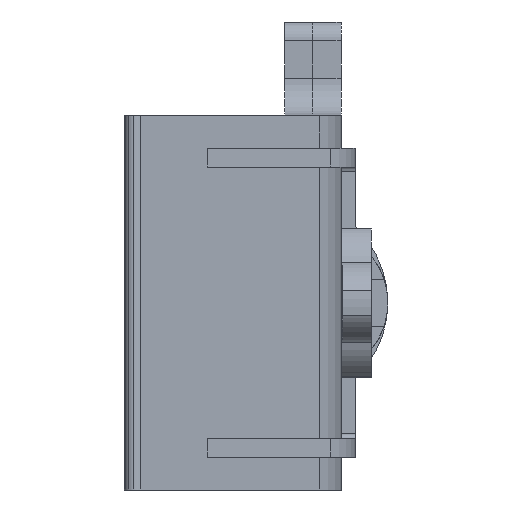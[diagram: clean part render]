
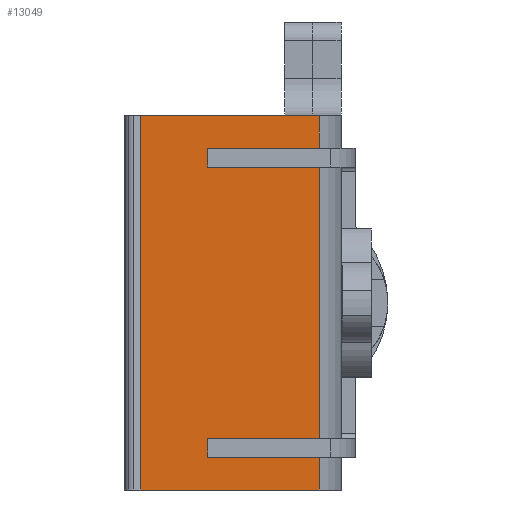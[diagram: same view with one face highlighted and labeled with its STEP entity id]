
A CAD part, left-side view. The second image highlights one B-rep face of the part: STEP entity #13049.
In plain terms, the highlighted planar face has unit normal (-0.643, -0.766, 0).
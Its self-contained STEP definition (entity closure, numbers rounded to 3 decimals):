
#229 = ORIENTED_EDGE ( 'NONE', *, *, #19170, .T. ) ;
#242 = EDGE_CURVE ( 'NONE', #1872, #4752, #11297, .T. ) ;
#374 = ORIENTED_EDGE ( 'NONE', *, *, #17910, .F. ) ;
#395 = ORIENTED_EDGE ( 'NONE', *, *, #6743, .T. ) ;
#695 = CARTESIAN_POINT ( 'NONE',  ( -51.806, 5.621, 7.25 ) ) ;
#858 = CARTESIAN_POINT ( 'NONE',  ( -44.714, -0.33, 10. ) ) ;
#1277 = CARTESIAN_POINT ( 'NONE',  ( -56.071, 9.2, 10. ) ) ;
#1872 = VERTEX_POINT ( 'NONE', #1277 ) ;
#1906 = CARTESIAN_POINT ( 'NONE',  ( -51.806, 5.621, -8.25 ) ) ;
#2097 = DIRECTION ( 'NONE',  ( -0.766, 0.643, 0. ) ) ;
#2125 = LINE ( 'NONE', #9816, #11879 ) ;
#2468 = VERTEX_POINT ( 'NONE', #11135 ) ;
#2731 = VECTOR ( 'NONE', #18640, 1000. ) ;
#2752 = VERTEX_POINT ( 'NONE', #13730 ) ;
#2770 = DIRECTION ( 'NONE',  ( -0.766, 0.643, 0. ) ) ;
#2788 = DIRECTION ( 'NONE',  ( 0., 0., 1. ) ) ;
#3151 = VECTOR ( 'NONE', #2788, 1000. ) ;
#3236 = VERTEX_POINT ( 'NONE', #17637 ) ;
#3828 = ORIENTED_EDGE ( 'NONE', *, *, #12700, .F. ) ;
#3927 = DIRECTION ( 'NONE',  ( 0., 0., -1. ) ) ;
#4044 = VERTEX_POINT ( 'NONE', #15348 ) ;
#4051 = PLANE ( 'NONE',  #5722 ) ;
#4300 = ORIENTED_EDGE ( 'NONE', *, *, #15386, .T. ) ;
#4419 = LINE ( 'NONE', #9975, #11631 ) ;
#4736 = LINE ( 'NONE', #17750, #14391 ) ;
#4752 = VERTEX_POINT ( 'NONE', #7130 ) ;
#4893 = LINE ( 'NONE', #4984, #17853 ) ;
#4984 = CARTESIAN_POINT ( 'NONE',  ( -51.806, 5.621, -7.25 ) ) ;
#5072 = ORIENTED_EDGE ( 'NONE', *, *, #6554, .F. ) ;
#5579 = CARTESIAN_POINT ( 'NONE',  ( -44.714, -0.33, 7.25 ) ) ;
#5606 = DIRECTION ( 'NONE',  ( -0.766, 0.643, 0. ) ) ;
#5707 = VECTOR ( 'NONE', #11636, 1000. ) ;
#5723 = CARTESIAN_POINT ( 'NONE',  ( -43.32, -1.5, 10. ) ) ;
#5722 = AXIS2_PLACEMENT_3D ( 'NONE', #6887, #9988, #5606 ) ;
#6401 = VECTOR ( 'NONE', #18908, 1000. ) ;
#6554 = EDGE_CURVE ( 'NONE', #18229, #16851, #2125, .T. ) ;
#6682 = DIRECTION ( 'NONE',  ( 0., 0., 1. ) ) ;
#6743 = EDGE_CURVE ( 'NONE', #18229, #2752, #11811, .T. ) ;
#6887 = CARTESIAN_POINT ( 'NONE',  ( -43.32, -1.5, 10. ) ) ;
#6910 = LINE ( 'NONE', #5723, #5707 ) ;
#6921 = EDGE_LOOP ( 'NONE', ( #16982, #4300, #229, #374, #18874, #17109, #17075, #9243, #5072, #395, #3828, #18370 ) ) ;
#7130 = CARTESIAN_POINT ( 'NONE',  ( -56.071, 9.2, -10. ) ) ;
#7169 = LINE ( 'NONE', #15886, #6401 ) ;
#7352 = LINE ( 'NONE', #13258, #12947 ) ;
#7546 = CARTESIAN_POINT ( 'NONE',  ( -51.806, 5.621, 7.25 ) ) ;
#8593 = VECTOR ( 'NONE', #6682, 1000. ) ;
#9243 = ORIENTED_EDGE ( 'NONE', *, *, #15088, .T. ) ;
#9816 = CARTESIAN_POINT ( 'NONE',  ( -51.806, 5.621, 8.25 ) ) ;
#9975 = CARTESIAN_POINT ( 'NONE',  ( -51.806, 5.621, -7.25 ) ) ;
#9988 = DIRECTION ( 'NONE',  ( 0.643, 0.766, 0. ) ) ;
#10265 = CARTESIAN_POINT ( 'NONE',  ( -44.714, -0.33, -8.25 ) ) ;
#11023 = VERTEX_POINT ( 'NONE', #10265 ) ;
#11135 = CARTESIAN_POINT ( 'NONE',  ( -44.714, -0.33, -10. ) ) ;
#11297 = LINE ( 'NONE', #17214, #16699 ) ;
#11414 = VERTEX_POINT ( 'NONE', #12531 ) ;
#11631 = VECTOR ( 'NONE', #2770, 1000. ) ;
#11636 = DIRECTION ( 'NONE',  ( 0.766, -0.643, 0. ) ) ;
#11811 = LINE ( 'NONE', #16079, #3151 ) ;
#11879 = VECTOR ( 'NONE', #15711, 1000. ) ;
#11938 = VECTOR ( 'NONE', #2097, 1000. ) ;
#12146 = CARTESIAN_POINT ( 'NONE',  ( -44.714, -0.33, 8.25 ) ) ;
#12531 = CARTESIAN_POINT ( 'NONE',  ( -51.806, 5.621, -8.25 ) ) ;
#12700 = EDGE_CURVE ( 'NONE', #1872, #2752, #6910, .T. ) ;
#12818 = EDGE_CURVE ( 'NONE', #4044, #16726, #4736, .T. ) ;
#12947 = VECTOR ( 'NONE', #18986, 1000. ) ;
#13049 = ADVANCED_FACE ( 'NONE', ( #18898 ), #4051, .F. ) ;
#13258 = CARTESIAN_POINT ( 'NONE',  ( -43.32, -1.5, -10. ) ) ;
#13631 = DIRECTION ( 'NONE',  ( 0., 0., -1. ) ) ;
#13730 = CARTESIAN_POINT ( 'NONE',  ( -44.714, -0.33, 10. ) ) ;
#14391 = VECTOR ( 'NONE', #14927, 1000. ) ;
#14927 = DIRECTION ( 'NONE',  ( 0., 0., 1. ) ) ;
#15088 = EDGE_CURVE ( 'NONE', #16402, #16851, #7169, .T. ) ;
#15191 = LINE ( 'NONE', #1906, #11938 ) ;
#15348 = CARTESIAN_POINT ( 'NONE',  ( -44.714, -0.33, -7.25 ) ) ;
#15386 = EDGE_CURVE ( 'NONE', #2468, #11023, #17133, .T. ) ;
#15528 = LINE ( 'NONE', #695, #2731 ) ;
#15711 = DIRECTION ( 'NONE',  ( -0.766, 0.643, 0. ) ) ;
#15886 = CARTESIAN_POINT ( 'NONE',  ( -51.806, 5.621, 7.25 ) ) ;
#16079 = CARTESIAN_POINT ( 'NONE',  ( -44.714, -0.33, 10. ) ) ;
#16288 = EDGE_CURVE ( 'NONE', #4752, #2468, #7352, .T. ) ;
#16402 = VERTEX_POINT ( 'NONE', #7546 ) ;
#16699 = VECTOR ( 'NONE', #3927, 1000. ) ;
#16717 = CARTESIAN_POINT ( 'NONE',  ( -51.806, 5.621, 8.25 ) ) ;
#16726 = VERTEX_POINT ( 'NONE', #5579 ) ;
#16851 = VERTEX_POINT ( 'NONE', #16717 ) ;
#16982 = ORIENTED_EDGE ( 'NONE', *, *, #16288, .T. ) ;
#17075 = ORIENTED_EDGE ( 'NONE', *, *, #17253, .T. ) ;
#17109 = ORIENTED_EDGE ( 'NONE', *, *, #12818, .T. ) ;
#17133 = LINE ( 'NONE', #858, #8593 ) ;
#17214 = CARTESIAN_POINT ( 'NONE',  ( -56.071, 9.2, 10. ) ) ;
#17253 = EDGE_CURVE ( 'NONE', #16726, #16402, #15528, .T. ) ;
#17637 = CARTESIAN_POINT ( 'NONE',  ( -51.806, 5.621, -7.25 ) ) ;
#17750 = CARTESIAN_POINT ( 'NONE',  ( -44.714, -0.33, 10. ) ) ;
#17853 = VECTOR ( 'NONE', #13631, 1000. ) ;
#17910 = EDGE_CURVE ( 'NONE', #3236, #11414, #4893, .T. ) ;
#18229 = VERTEX_POINT ( 'NONE', #12146 ) ;
#18370 = ORIENTED_EDGE ( 'NONE', *, *, #242, .T. ) ;
#18640 = DIRECTION ( 'NONE',  ( -0.766, 0.643, 0. ) ) ;
#18874 = ORIENTED_EDGE ( 'NONE', *, *, #19182, .F. ) ;
#18898 = FACE_OUTER_BOUND ( 'NONE', #6921, .T. ) ;
#18908 = DIRECTION ( 'NONE',  ( 0., 0., 1. ) ) ;
#18986 = DIRECTION ( 'NONE',  ( 0.766, -0.643, 0. ) ) ;
#19170 = EDGE_CURVE ( 'NONE', #11023, #11414, #15191, .T. ) ;
#19182 = EDGE_CURVE ( 'NONE', #4044, #3236, #4419, .T. ) ;
